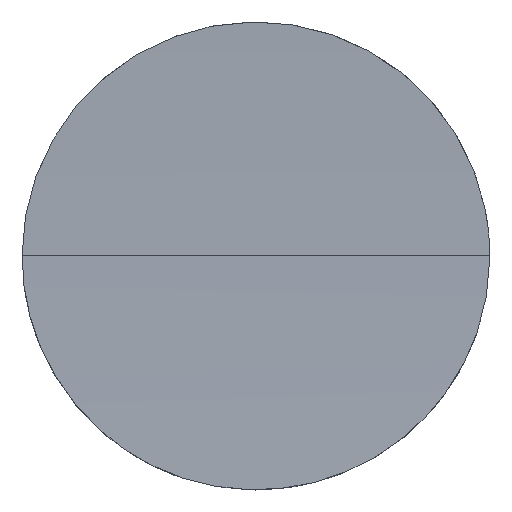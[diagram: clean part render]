
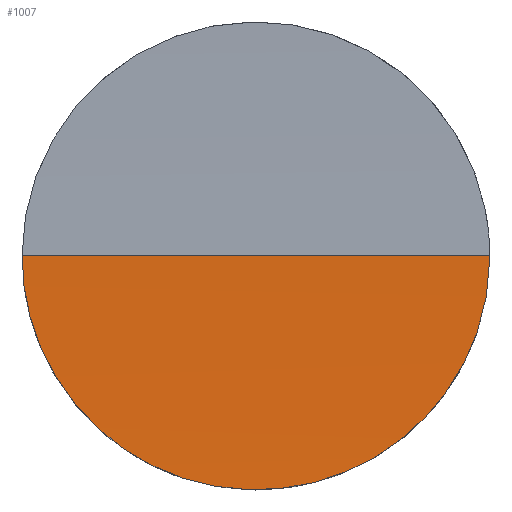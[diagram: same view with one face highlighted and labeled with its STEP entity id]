
A CAD part, top view. The second image highlights one B-rep face of the part: STEP entity #1007.
In plain terms, the highlighted cylindrical face has radius 400 mm (diameter 800 mm), a partial arc.
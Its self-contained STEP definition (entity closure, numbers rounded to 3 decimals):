
#333 = VERTEX_POINT ( 'NONE', #2284 ) ;
#339 = VERTEX_POINT ( 'NONE', #2129 ) ;
#344 = EDGE_CURVE ( 'NONE', #333, #339, #2116, .T. ) ;
#1007 = ADVANCED_FACE ( 'NONE', ( #4129 ), #4115, .F. ) ;
#1010 = EDGE_LOOP ( 'NONE', ( #1039, #1040 ) ) ;
#1039 = ORIENTED_EDGE ( 'NONE', *, *, #344, .F. ) ;
#1040 = ORIENTED_EDGE ( 'NONE', *, *, #1109, .F. ) ;
#1109 = EDGE_CURVE ( 'NONE', #339, #333, #4234, .T. ) ;
#2108 = DIRECTION ( 'NONE',  ( 1., 0., 0. ) ) ;
#2109 = VECTOR ( 'NONE', #2108, 1000. ) ;
#2116 = LINE ( 'NONE', #2125, #2109 ) ;
#2125 = CARTESIAN_POINT ( 'NONE',  ( -12.7, 0., 2. ) ) ;
#2129 = CARTESIAN_POINT ( 'NONE',  ( 12.7, 0., 2. ) ) ;
#2284 = CARTESIAN_POINT ( 'NONE',  ( -12.7, 0., 2. ) ) ;
#4107 = DIRECTION ( 'NONE',  ( 0., 0., -1. ) ) ;
#4114 = AXIS2_PLACEMENT_3D ( 'NONE', #4125, #4116, #4107 ) ;
#4115 = CYLINDRICAL_SURFACE ( 'NONE', #4114, 400. ) ;
#4116 = DIRECTION ( 'NONE',  ( 1., 0., 0. ) ) ;
#4125 = CARTESIAN_POINT ( 'NONE',  ( -12.7, 0., 402. ) ) ;
#4129 = FACE_OUTER_BOUND ( 'NONE', #1010, .T. ) ;
#4218 = CARTESIAN_POINT ( 'NONE',  ( 7.404, -10.327, 2.133 ) ) ;
#4219 = CARTESIAN_POINT ( 'NONE',  ( 7.741, -10.077, 2.127 ) ) ;
#4220 = CARTESIAN_POINT ( 'NONE',  ( 8.387, -9.546, 2.114 ) ) ;
#4221 = CARTESIAN_POINT ( 'NONE',  ( 8.694, -9.267, 2.107 ) ) ;
#4222 = CARTESIAN_POINT ( 'NONE',  ( 9.572, -8.388, 2.088 ) ) ;
#4223 = CARTESIAN_POINT ( 'NONE',  ( 10.097, -7.748, 2.074 ) ) ;
#4224 = CARTESIAN_POINT ( 'NONE',  ( 10.794, -6.705, 2.056 ) ) ;
#4225 = CARTESIAN_POINT ( 'NONE',  ( 11.009, -6.345, 2.05 ) ) ;
#4226 = CARTESIAN_POINT ( 'NONE',  ( 11.4, -5.613, 2.039 ) ) ;
#4227 = CARTESIAN_POINT ( 'NONE',  ( 11.753, -4.864, 2.029 ) ) ;
#4228 = CARTESIAN_POINT ( 'NONE',  ( 12.033, -4.084, 2.021 ) ) ;
#4229 = CARTESIAN_POINT ( 'NONE',  ( 12.274, -3.288, 2.013 ) ) ;
#4230 = CARTESIAN_POINT ( 'NONE',  ( 12.376, -2.88, 2.01 ) ) ;
#4231 = CARTESIAN_POINT ( 'NONE',  ( 12.62, -1.652, 2.003 ) ) ;
#4232 = CARTESIAN_POINT ( 'NONE',  ( 12.7, -0.829, 2. ) ) ;
#4233 = CARTESIAN_POINT ( 'NONE',  ( 12.7, 0., 2. ) ) ;
#4234 = B_SPLINE_CURVE_WITH_KNOTS ( 'NONE', 3,
 ( #4233, #4232, #4231, #4230, #4229, #4228, #4227, #4226, #4225, #4224, #4223, #4222, #4221, #4220, #4219, #4218, #4324, #4323, #4322, #4321, #4320, #4319, #4318, #4317, #4316, #4315, #4314, #4313, #4312, #4311, #4309, #4308, #4307, #4306, #4305, #4304, #4303, #4302, #4301, #4300, #4299, #4298, #4297, #4296, #4295, #4294, #4293, #4292 ),
 .UNSPECIFIED., .F., .F.,
 ( 4, 2, 2, 1, 2, 2, 2, 2, 2, 2, 2, 2, 2, 2, 2, 2, 2, 2, 2, 2, 2, 1, 2, 2, 4 ),
 ( 0.04, 0.042, 0.043, 0.045, 0.046, 0.047, 0.05, 0.051, 0.052, 0.055, 0.056, 0.057, 0.06, 0.061, 0.062, 0.063, 0.065, 0.067, 0.069, 0.072, 0.073, 0.074, 0.076, 0.077, 0.079 ),
 .UNSPECIFIED. ) ;
#4292 = CARTESIAN_POINT ( 'NONE',  ( -12.7, 0., 2. ) ) ;
#4293 = CARTESIAN_POINT ( 'NONE',  ( -12.7, -0.839, 2. ) ) ;
#4294 = CARTESIAN_POINT ( 'NONE',  ( -12.618, -1.669, 2.003 ) ) ;
#4295 = CARTESIAN_POINT ( 'NONE',  ( -12.371, -2.901, 2.01 ) ) ;
#4296 = CARTESIAN_POINT ( 'NONE',  ( -12.269, -3.307, 2.013 ) ) ;
#4297 = CARTESIAN_POINT ( 'NONE',  ( -12.027, -4.101, 2.021 ) ) ;
#4298 = CARTESIAN_POINT ( 'NONE',  ( -11.747, -4.88, 2.029 ) ) ;
#4299 = CARTESIAN_POINT ( 'NONE',  ( -11.392, -5.629, 2.039 ) ) ;
#4300 = CARTESIAN_POINT ( 'NONE',  ( -10.999, -6.362, 2.05 ) ) ;
#4301 = CARTESIAN_POINT ( 'NONE',  ( -10.782, -6.723, 2.056 ) ) ;
#4302 = CARTESIAN_POINT ( 'NONE',  ( -10.086, -7.762, 2.075 ) ) ;
#4303 = CARTESIAN_POINT ( 'NONE',  ( -9.56, -8.401, 2.088 ) ) ;
#4304 = CARTESIAN_POINT ( 'NONE',  ( -8.387, -9.572, 2.114 ) ) ;
#4305 = CARTESIAN_POINT ( 'NONE',  ( -7.733, -10.108, 2.127 ) ) ;
#4306 = CARTESIAN_POINT ( 'NONE',  ( -6.353, -11.028, 2.152 ) ) ;
#4307 = CARTESIAN_POINT ( 'NONE',  ( -5.623, -11.418, 2.163 ) ) ;
#4308 = CARTESIAN_POINT ( 'NONE',  ( -4.468, -11.895, 2.177 ) ) ;
#4309 = CARTESIAN_POINT ( 'NONE',  ( -4.072, -12.037, 2.181 ) ) ;
#4311 = CARTESIAN_POINT ( 'NONE',  ( -3.275, -12.278, 2.188 ) ) ;
#4312 = CARTESIAN_POINT ( 'NONE',  ( -2.873, -12.378, 2.192 ) ) ;
#4313 = CARTESIAN_POINT ( 'NONE',  ( -2.061, -12.538, 2.197 ) ) ;
#4314 = CARTESIAN_POINT ( 'NONE',  ( -1.652, -12.599, 2.198 ) ) ;
#4315 = CARTESIAN_POINT ( 'NONE',  ( -0.826, -12.68, 2.201 ) ) ;
#4316 = CARTESIAN_POINT ( 'NONE',  ( -0.408, -12.7, 2.202 ) ) ;
#4317 = CARTESIAN_POINT ( 'NONE',  ( 0.848, -12.699, 2.202 ) ) ;
#4318 = CARTESIAN_POINT ( 'NONE',  ( 1.672, -12.617, 2.199 ) ) ;
#4319 = CARTESIAN_POINT ( 'NONE',  ( 2.89, -12.374, 2.191 ) ) ;
#4320 = CARTESIAN_POINT ( 'NONE',  ( 3.293, -12.273, 2.188 ) ) ;
#4321 = CARTESIAN_POINT ( 'NONE',  ( 4.091, -12.03, 2.181 ) ) ;
#4322 = CARTESIAN_POINT ( 'NONE',  ( 4.487, -11.888, 2.177 ) ) ;
#4323 = CARTESIAN_POINT ( 'NONE',  ( 5.639, -11.41, 2.163 ) ) ;
#4324 = CARTESIAN_POINT ( 'NONE',  ( 6.368, -11.019, 2.152 ) ) ;
